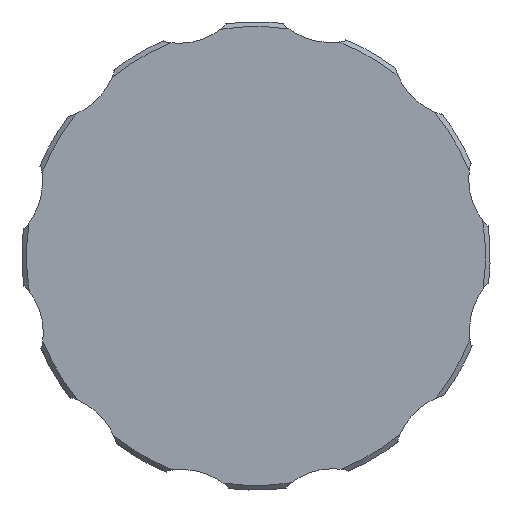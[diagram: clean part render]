
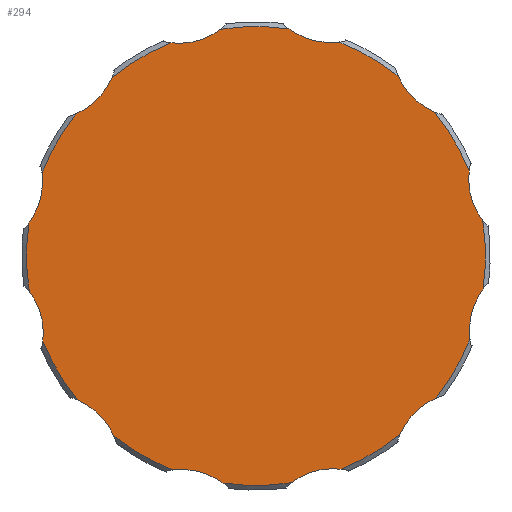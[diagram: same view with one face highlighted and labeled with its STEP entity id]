
A CAD part, left-side view. The second image highlights one B-rep face of the part: STEP entity #294.
In plain terms, the highlighted planar face has unit normal (-1, 0, 0).
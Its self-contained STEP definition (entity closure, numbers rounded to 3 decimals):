
#106=PLANE('',#1624);
#294=ADVANCED_FACE('',(#398),#106,.F.);
#398=FACE_OUTER_BOUND('',#482,.T.);
#482=EDGE_LOOP('',(#822,#823,#824,#825,#826,#827,#828,#829,#830,#831,#832,
#833,#834,#835,#836,#837,#838,#839,#840,#841,#842,#843,#844,#845));
#525=CIRCLE('',#1515,49.);
#526=CIRCLE('',#1517,49.);
#530=CIRCLE('',#1524,49.);
#537=CIRCLE('',#1536,49.);
#538=CIRCLE('',#1538,49.);
#545=CIRCLE('',#1550,49.);
#546=CIRCLE('',#1552,49.);
#550=CIRCLE('',#1559,49.);
#554=CIRCLE('',#1566,49.);
#561=CIRCLE('',#1578,49.);
#562=CIRCLE('',#1580,49.);
#566=CIRCLE('',#1587,49.);
#584=CIRCLE('',#1612,15.);
#585=CIRCLE('',#1613,15.);
#586=CIRCLE('',#1614,15.);
#587=CIRCLE('',#1615,15.);
#588=CIRCLE('',#1616,15.);
#589=CIRCLE('',#1617,15.);
#590=CIRCLE('',#1618,15.);
#591=CIRCLE('',#1619,15.);
#592=CIRCLE('',#1620,15.);
#593=CIRCLE('',#1621,15.);
#594=CIRCLE('',#1622,15.);
#595=CIRCLE('',#1623,15.);
#822=ORIENTED_EDGE('',*,*,#1207,.F.);
#823=ORIENTED_EDGE('',*,*,#1372,.T.);
#824=ORIENTED_EDGE('',*,*,#1213,.F.);
#825=ORIENTED_EDGE('',*,*,#1373,.T.);
#826=ORIENTED_EDGE('',*,*,#1227,.F.);
#827=ORIENTED_EDGE('',*,*,#1374,.T.);
#828=ORIENTED_EDGE('',*,*,#1296,.F.);
#829=ORIENTED_EDGE('',*,*,#1375,.T.);
#830=ORIENTED_EDGE('',*,*,#1277,.F.);
#831=ORIENTED_EDGE('',*,*,#1376,.T.);
#832=ORIENTED_EDGE('',*,*,#1283,.F.);
#833=ORIENTED_EDGE('',*,*,#1377,.T.);
#834=ORIENTED_EDGE('',*,*,#1353,.F.);
#835=ORIENTED_EDGE('',*,*,#1378,.T.);
#836=ORIENTED_EDGE('',*,*,#1310,.F.);
#837=ORIENTED_EDGE('',*,*,#1379,.T.);
#838=ORIENTED_EDGE('',*,*,#1249,.F.);
#839=ORIENTED_EDGE('',*,*,#1380,.T.);
#840=ORIENTED_EDGE('',*,*,#1255,.F.);
#841=ORIENTED_EDGE('',*,*,#1381,.T.);
#842=ORIENTED_EDGE('',*,*,#1333,.F.);
#843=ORIENTED_EDGE('',*,*,#1382,.T.);
#844=ORIENTED_EDGE('',*,*,#1339,.F.);
#845=ORIENTED_EDGE('',*,*,#1383,.T.);
#1055=VERTEX_POINT('',#2095);
#1056=VERTEX_POINT('',#2097);
#1060=VERTEX_POINT('',#2122);
#1061=VERTEX_POINT('',#2124);
#1072=VERTEX_POINT('',#2175);
#1073=VERTEX_POINT('',#2177);
#1091=VERTEX_POINT('',#2254);
#1092=VERTEX_POINT('',#2256);
#1096=VERTEX_POINT('',#2281);
#1097=VERTEX_POINT('',#2283);
#1115=VERTEX_POINT('',#2360);
#1116=VERTEX_POINT('',#2362);
#1120=VERTEX_POINT('',#2387);
#1121=VERTEX_POINT('',#2389);
#1131=VERTEX_POINT('',#2435);
#1132=VERTEX_POINT('',#2437);
#1143=VERTEX_POINT('',#2488);
#1144=VERTEX_POINT('',#2490);
#1163=VERTEX_POINT('',#2572);
#1164=VERTEX_POINT('',#2574);
#1168=VERTEX_POINT('',#2599);
#1169=VERTEX_POINT('',#2601);
#1180=VERTEX_POINT('',#2652);
#1181=VERTEX_POINT('',#2654);
#1207=EDGE_CURVE('',#1055,#1056,#525,.T.);
#1213=EDGE_CURVE('',#1060,#1061,#526,.T.);
#1227=EDGE_CURVE('',#1072,#1073,#530,.T.);
#1249=EDGE_CURVE('',#1091,#1092,#537,.T.);
#1255=EDGE_CURVE('',#1096,#1097,#538,.T.);
#1277=EDGE_CURVE('',#1115,#1116,#545,.T.);
#1283=EDGE_CURVE('',#1120,#1121,#546,.T.);
#1296=EDGE_CURVE('',#1131,#1132,#550,.T.);
#1310=EDGE_CURVE('',#1143,#1144,#554,.T.);
#1333=EDGE_CURVE('',#1163,#1164,#561,.T.);
#1339=EDGE_CURVE('',#1168,#1169,#562,.T.);
#1353=EDGE_CURVE('',#1180,#1181,#566,.T.);
#1372=EDGE_CURVE('',#1055,#1061,#584,.T.);
#1373=EDGE_CURVE('',#1060,#1073,#585,.T.);
#1374=EDGE_CURVE('',#1072,#1132,#586,.T.);
#1375=EDGE_CURVE('',#1131,#1116,#587,.T.);
#1376=EDGE_CURVE('',#1115,#1121,#588,.T.);
#1377=EDGE_CURVE('',#1120,#1181,#589,.T.);
#1378=EDGE_CURVE('',#1180,#1144,#590,.T.);
#1379=EDGE_CURVE('',#1143,#1092,#591,.T.);
#1380=EDGE_CURVE('',#1091,#1097,#592,.T.);
#1381=EDGE_CURVE('',#1096,#1164,#593,.T.);
#1382=EDGE_CURVE('',#1163,#1169,#594,.T.);
#1383=EDGE_CURVE('',#1168,#1056,#595,.T.);
#1515=AXIS2_PLACEMENT_3D('',#2096,#1687,#1688);
#1517=AXIS2_PLACEMENT_3D('',#2123,#1691,#1692);
#1524=AXIS2_PLACEMENT_3D('',#2176,#1707,#1708);
#1536=AXIS2_PLACEMENT_3D('',#2255,#1735,#1736);
#1538=AXIS2_PLACEMENT_3D('',#2282,#1739,#1740);
#1550=AXIS2_PLACEMENT_3D('',#2361,#1767,#1768);
#1552=AXIS2_PLACEMENT_3D('',#2388,#1771,#1772);
#1559=AXIS2_PLACEMENT_3D('',#2436,#1787,#1788);
#1566=AXIS2_PLACEMENT_3D('',#2489,#1803,#1804);
#1578=AXIS2_PLACEMENT_3D('',#2573,#1831,#1832);
#1580=AXIS2_PLACEMENT_3D('',#2600,#1835,#1836);
#1587=AXIS2_PLACEMENT_3D('',#2653,#1851,#1852);
#1612=AXIS2_PLACEMENT_3D('',#2688,#1901,#1902);
#1613=AXIS2_PLACEMENT_3D('',#2689,#1903,#1904);
#1614=AXIS2_PLACEMENT_3D('',#2690,#1905,#1906);
#1615=AXIS2_PLACEMENT_3D('',#2691,#1907,#1908);
#1616=AXIS2_PLACEMENT_3D('',#2692,#1909,#1910);
#1617=AXIS2_PLACEMENT_3D('',#2693,#1911,#1912);
#1618=AXIS2_PLACEMENT_3D('',#2694,#1913,#1914);
#1619=AXIS2_PLACEMENT_3D('',#2695,#1915,#1916);
#1620=AXIS2_PLACEMENT_3D('',#2696,#1917,#1918);
#1621=AXIS2_PLACEMENT_3D('',#2697,#1919,#1920);
#1622=AXIS2_PLACEMENT_3D('',#2698,#1921,#1922);
#1623=AXIS2_PLACEMENT_3D('',#2699,#1923,#1924);
#1624=AXIS2_PLACEMENT_3D('',#2700,#1925,#1926);
#1687=DIRECTION('',(1.,0.,0.));
#1688=DIRECTION('',(0.,0.,-1.));
#1691=DIRECTION('',(1.,0.,0.));
#1692=DIRECTION('',(0.,0.,-1.));
#1707=DIRECTION('',(1.,0.,0.));
#1708=DIRECTION('',(0.,0.,-1.));
#1735=DIRECTION('',(1.,0.,0.));
#1736=DIRECTION('',(0.,0.,-1.));
#1739=DIRECTION('',(1.,0.,0.));
#1740=DIRECTION('',(0.,0.,-1.));
#1767=DIRECTION('',(1.,0.,0.));
#1768=DIRECTION('',(0.,0.,-1.));
#1771=DIRECTION('',(1.,0.,0.));
#1772=DIRECTION('',(0.,0.,-1.));
#1787=DIRECTION('',(1.,0.,0.));
#1788=DIRECTION('',(0.,0.,-1.));
#1803=DIRECTION('',(1.,0.,0.));
#1804=DIRECTION('',(0.,0.,-1.));
#1831=DIRECTION('',(1.,0.,0.));
#1832=DIRECTION('',(0.,0.,-1.));
#1835=DIRECTION('',(1.,0.,0.));
#1836=DIRECTION('',(0.,0.,-1.));
#1851=DIRECTION('',(1.,0.,0.));
#1852=DIRECTION('',(0.,0.,-1.));
#1901=DIRECTION('',(1.,0.,0.));
#1902=DIRECTION('',(0.,0.,-1.));
#1903=DIRECTION('',(1.,0.,0.));
#1904=DIRECTION('',(0.,0.,-1.));
#1905=DIRECTION('',(1.,0.,0.));
#1906=DIRECTION('',(0.,0.,-1.));
#1907=DIRECTION('',(1.,0.,0.));
#1908=DIRECTION('',(0.,0.,-1.));
#1909=DIRECTION('',(1.,0.,0.));
#1910=DIRECTION('',(0.,0.,-1.));
#1911=DIRECTION('',(1.,0.,0.));
#1912=DIRECTION('',(0.,0.,-1.));
#1913=DIRECTION('',(1.,0.,0.));
#1914=DIRECTION('',(0.,0.,-1.));
#1915=DIRECTION('',(1.,0.,0.));
#1916=DIRECTION('',(0.,0.,-1.));
#1917=DIRECTION('',(1.,0.,0.));
#1918=DIRECTION('',(0.,0.,-1.));
#1919=DIRECTION('',(1.,0.,0.));
#1920=DIRECTION('',(0.,0.,-1.));
#1921=DIRECTION('',(1.,0.,0.));
#1922=DIRECTION('',(0.,0.,-1.));
#1923=DIRECTION('',(1.,0.,0.));
#1924=DIRECTION('',(0.,0.,-1.));
#1925=DIRECTION('',(1.,0.,0.));
#1926=DIRECTION('',(0.,0.,-1.));
#2095=CARTESIAN_POINT('',(423.,388.832,30.727));
#2096=CARTESIAN_POINT('',(423.,427.,0.));
#2097=CARTESIAN_POINT('',(423.,381.488,18.156));
#2122=CARTESIAN_POINT('',(423.,409.309,45.695));
#2123=CARTESIAN_POINT('',(423.,427.,0.));
#2124=CARTESIAN_POINT('',(423.,396.664,38.48));
#2175=CARTESIAN_POINT('',(423.,434.526,48.419));
#2176=CARTESIAN_POINT('',(423.,427.,0.));
#2177=CARTESIAN_POINT('',(423.,419.968,48.493));
#2254=CARTESIAN_POINT('',(423.,419.474,-48.419));
#2255=CARTESIAN_POINT('',(423.,427.,0.));
#2256=CARTESIAN_POINT('',(423.,434.032,-48.493));
#2281=CARTESIAN_POINT('',(423.,396.273,-38.168));
#2282=CARTESIAN_POINT('',(423.,427.,0.));
#2283=CARTESIAN_POINT('',(423.,408.844,-45.512));
#2360=CARTESIAN_POINT('',(423.,472.695,17.691));
#2361=CARTESIAN_POINT('',(423.,427.,0.));
#2362=CARTESIAN_POINT('',(423.,465.48,30.336));
#2387=CARTESIAN_POINT('',(423.,475.419,-7.526));
#2388=CARTESIAN_POINT('',(423.,427.,0.));
#2389=CARTESIAN_POINT('',(423.,475.493,7.032));
#2435=CARTESIAN_POINT('',(423.,457.727,38.168));
#2436=CARTESIAN_POINT('',(423.,427.,0.));
#2437=CARTESIAN_POINT('',(423.,445.156,45.512));
#2488=CARTESIAN_POINT('',(423.,444.691,-45.695));
#2489=CARTESIAN_POINT('',(423.,427.,0.));
#2490=CARTESIAN_POINT('',(423.,457.336,-38.48));
#2572=CARTESIAN_POINT('',(423.,381.305,-17.691));
#2573=CARTESIAN_POINT('',(423.,427.,0.));
#2574=CARTESIAN_POINT('',(423.,388.52,-30.336));
#2599=CARTESIAN_POINT('',(423.,378.581,7.526));
#2600=CARTESIAN_POINT('',(423.,427.,0.));
#2601=CARTESIAN_POINT('',(423.,378.507,-7.032));
#2652=CARTESIAN_POINT('',(423.,465.168,-30.727));
#2653=CARTESIAN_POINT('',(423.,427.,0.));
#2654=CARTESIAN_POINT('',(423.,472.512,-18.156));
#2688=CARTESIAN_POINT('',(423.,382.933,44.519));
#2689=CARTESIAN_POINT('',(423.,411.096,60.588));
#2690=CARTESIAN_POINT('',(423.,443.521,60.423));
#2691=CARTESIAN_POINT('',(423.,471.519,44.067));
#2692=CARTESIAN_POINT('',(423.,487.588,15.904));
#2693=CARTESIAN_POINT('',(423.,487.423,-16.521));
#2694=CARTESIAN_POINT('',(423.,471.067,-44.519));
#2695=CARTESIAN_POINT('',(423.,442.904,-60.588));
#2696=CARTESIAN_POINT('',(423.,410.479,-60.423));
#2697=CARTESIAN_POINT('',(423.,382.481,-44.067));
#2698=CARTESIAN_POINT('',(423.,366.412,-15.904));
#2699=CARTESIAN_POINT('',(423.,366.577,16.521));
#2700=CARTESIAN_POINT('',(423.,427.,0.));
